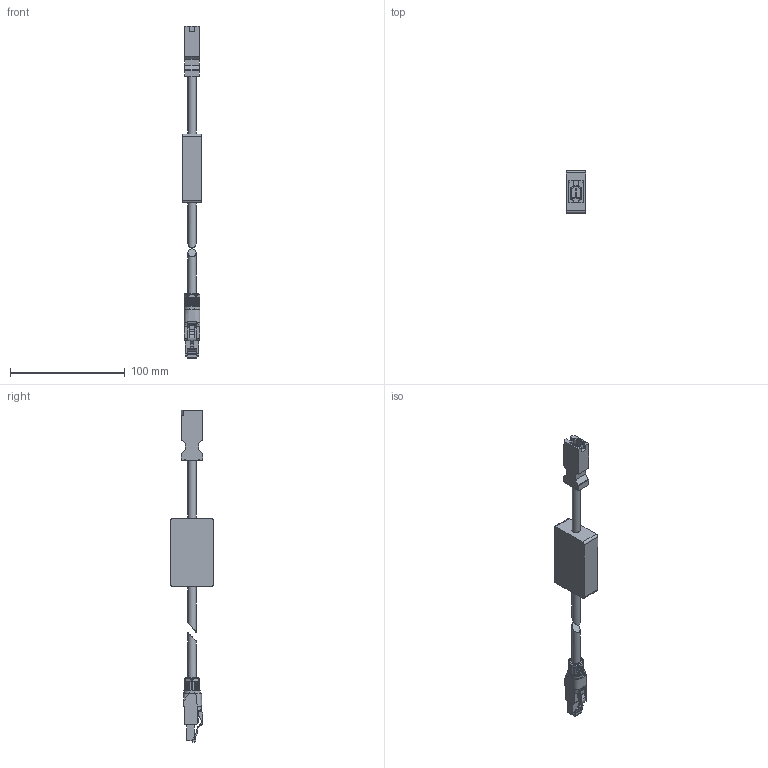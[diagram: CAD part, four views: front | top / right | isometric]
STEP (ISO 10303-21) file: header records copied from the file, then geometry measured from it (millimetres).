
FILE_DESCRIPTION(/* description */ ('STEP AP214'),/* implementation_level */ '2;1');
FILE_NAME(/* name */ '8097195_NEFM-REG6-K-0_5-B-R3G8',/* time_stamp */ '2024-09-12T22:20:36+02:00',/* author */ ('License CC BY-ND 4.0'),/* organization */ ('CADENAS'),/* preprocessor_version */ 'ST-DEVELOPER v19.3',/* originating_system */ 'PARTsolutions',/* authorisation */ ' ');
FILE_SCHEMA (('AUTOMOTIVE_DESIGN {1 0 10303 214 3 1 1}'));
Length unit declared in the file: millimetre
Products named in the file (3): 8097195 NEFM-REG6-K-0.5-B-R3G8---(high); 8097195 NEFM-REG6-K-0.5-B-R3G8---(highp1); 8097195 NEFM-REG6-K-0.5-B-R3G8---(highp2)
Assembly tree (2 placements, depth 2):
  8097195 NEFM-REG6-K-0.5-B-R3G8---(high)
    8097195 NEFM-REG6-K-0.5-B-R3G8---(highp1)
    8097195 NEFM-REG6-K-0.5-B-R3G8---(highp2)
Bounding box: 17 x 37 x 288.9 mm (x, y, z)
Volume: 59227.1 mm3; surface area: 18041.4 mm2
Topology: 2 solids, 2 shells, 369 faces, 1065 edges, 713 vertices
Faces by surface type: plane 274, cylinder 89, torus 3, bspline 2, cone 1
Full cylindrical faces by diameter (mm): 7 x3, 13 x2, 13.9 x1
Entity records: 14802 total; most frequent: CARTESIAN_POINT 2336, ORIENTED_EDGE 2096, DIRECTION 2002, EDGE_CURVE 1048, LINE 794, VECTOR 794, VERTEX_POINT 706, AXIS2_PLACEMENT_3D 604
